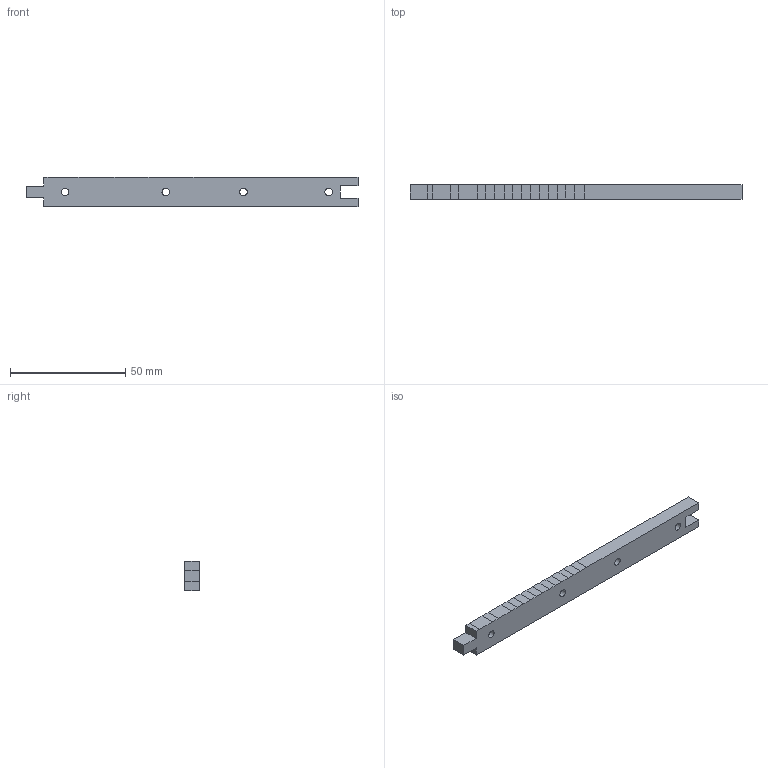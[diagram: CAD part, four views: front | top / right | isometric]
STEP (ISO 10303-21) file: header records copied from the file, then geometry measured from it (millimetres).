
FILE_DESCRIPTION(/* description */ (''),/* implementation_level */ '2;1');
FILE_NAME(/* name */ 'NanoEgg Keyboard 4 (wider) v21 -Chopped v6 - Top Mounting Plate.step',/* time_stamp */ '2016-10-15T22:17:32-07:00',/* author */ (''),/* organization */ (''),/* preprocessor_version */ 'ST-DEVELOPER v16.5',/* originating_system */ 'Autodesk Translation Framework v5.2.0.2031',/* authorisation */ '');
FILE_SCHEMA (('AUTOMOTIVE_DESIGN { 1 0 10303 214 3 1 1 }'));
Length unit declared in the file: centimetre
Products named in the file (3): Keyboard 4 (wider) v21 -Chopped v6; TopBlackKeys; TopMountingPlate
Assembly tree (2 placements, depth 3):
  Keyboard 4 (wider) v21 -Chopped v6
    TopBlackKeys
      TopMountingPlate
Bounding box: 144.15 x 6.35 x 12.7 mm (x, y, z)
Volume: 4094.2 mm3; surface area: 7714.8 mm2
Topology: 1 solids, 1 shells, 89 faces, 241 edges, 161 vertices
Faces by surface type: plane 78, cone 7, cylinder 4
Full cylindrical faces by diameter (mm): 3.365 x4
Entity records: 2824 total; most frequent: CARTESIAN_POINT 520, ORIENTED_EDGE 474, DIRECTION 433, EDGE_CURVE 237, LINE 201, VECTOR 201, VERTEX_POINT 161, AXIS2_PLACEMENT_3D 116
